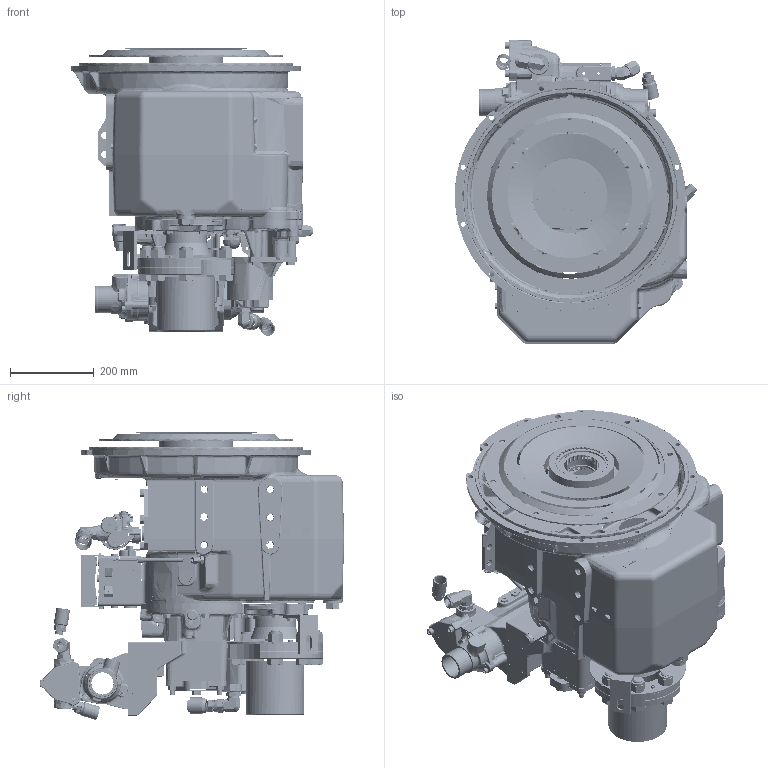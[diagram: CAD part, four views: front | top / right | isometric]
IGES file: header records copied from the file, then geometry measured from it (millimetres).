
Start section: SolidWorks IGES file using analytic representation for surfaces
Global section: file name: PX13254D.IGS; native system: SolidWorks 2015; preprocessor: SolidWorks 2015; author: dvandooren; date: 180508.155634; units: millimetre
Bounding box: 580.48 x 728.57 x 688.71 mm (x, y, z)
Surface area: 3381943.1 mm2 (no closed solid volume)
Topology: 0 solids, 0 shells, 5164 faces, 101883 edges, 101271 vertices
Faces by surface type: bspline 3314, revolution 1850
